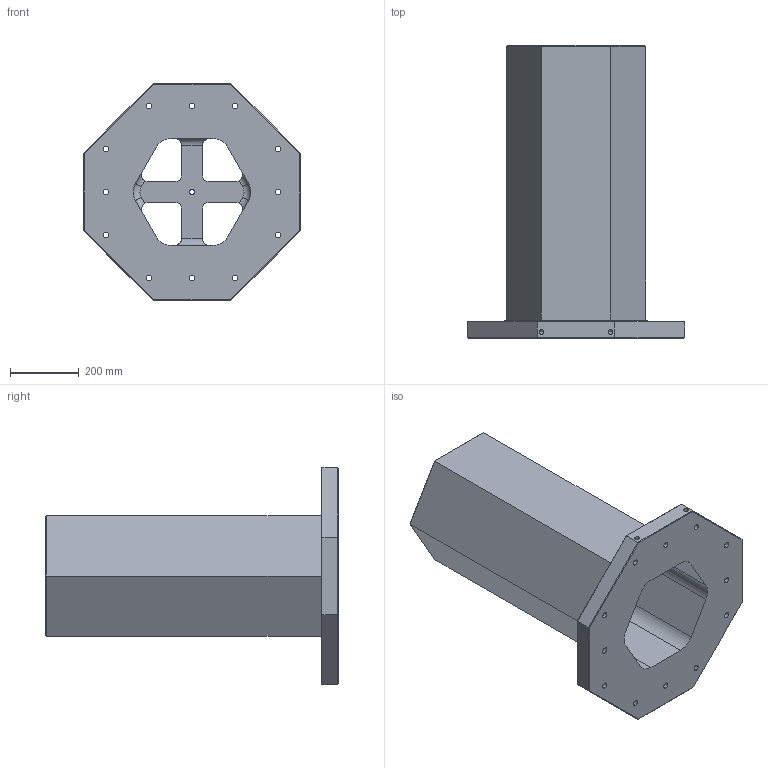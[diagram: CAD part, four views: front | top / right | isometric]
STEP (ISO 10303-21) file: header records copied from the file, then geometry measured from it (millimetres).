
FILE_DESCRIPTION (( 'STEP AP214' ), '1' );
FILE_NAME ('05-0321.STEP', '2024-02-09T17:48:23', ( '' ), ( '' ), 'SwSTEP 2.0', 'SolidWorks 2022', '' );
FILE_SCHEMA (( 'AUTOMOTIVE_DESIGN' ));
Length unit declared in the file: millimetre
Products named in the file (1): 05-0321
Bounding box: 630 x 850 x 630 mm (x, y, z)
Volume: 31536970 mm3; surface area: 2538058 mm2
Topology: 1 solids, 1 shells, 142 faces, 378 edges, 227 vertices
Faces by surface type: cylinder 68, plane 54, cone 18, torus 2
Entity records: 5031 total; most frequent: DIRECTION 764, CARTESIAN_POINT 754, ORIENTED_EDGE 720, EDGE_CURVE 360, AXIS2_PLACEMENT_3D 269, VERTEX_POINT 227, VECTOR 226, LINE 226
